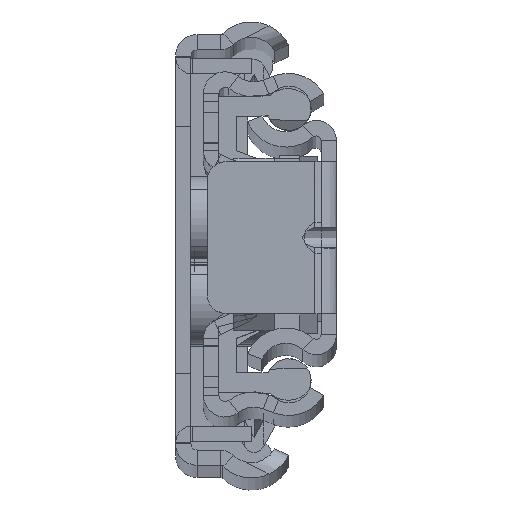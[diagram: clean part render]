
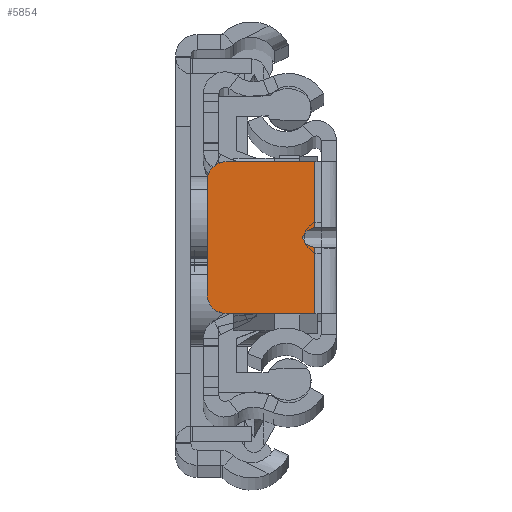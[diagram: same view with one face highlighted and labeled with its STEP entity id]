
A CAD part, top view. The second image highlights one B-rep face of the part: STEP entity #5854.
In plain terms, the highlighted planar face has unit normal (0, 0, 1).
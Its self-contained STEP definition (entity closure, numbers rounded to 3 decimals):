
#687 = LINE ( 'NONE', #22982, #5667 ) ;
#877 = CARTESIAN_POINT ( 'NONE',  ( -10.2, 0., 0. ) ) ;
#1177 = CARTESIAN_POINT ( 'NONE',  ( -1.7, -0.79, 0. ) ) ;
#1353 = EDGE_LOOP ( 'NONE', ( #2851, #24596, #5156, #22080, #16864, #21341, #19875, #7275 ) ) ;
#1876 = DIRECTION ( 'NONE',  ( -1., 0., 0. ) ) ;
#2229 = CIRCLE ( 'NONE', #12168, 1.5 ) ;
#2661 = VECTOR ( 'NONE', #4852, 1000. ) ;
#2851 = ORIENTED_EDGE ( 'NONE', *, *, #21724, .T. ) ;
#2861 = CARTESIAN_POINT ( 'NONE',  ( -3.497, 0.64, 0. ) ) ;
#2887 = CARTESIAN_POINT ( 'NONE',  ( -10.2, -4.5, 0. ) ) ;
#2988 = CARTESIAN_POINT ( 'NONE',  ( -8.7, 6., 0. ) ) ;
#3291 = AXIS2_PLACEMENT_3D ( 'NONE', #18518, #25150, #12334 ) ;
#3552 = VERTEX_POINT ( 'NONE', #2887 ) ;
#3828 = VERTEX_POINT ( 'NONE', #7529 ) ;
#3900 = CARTESIAN_POINT ( 'NONE',  ( -8.7, 4.5, 0. ) ) ;
#4193 = CARTESIAN_POINT ( 'NONE',  ( -1.7, 0.79, 0. ) ) ;
#4616 = CARTESIAN_POINT ( 'NONE',  ( -10.2, 4.5, 0. ) ) ;
#4852 = DIRECTION ( 'NONE',  ( 0., -1., 0. ) ) ;
#5156 = ORIENTED_EDGE ( 'NONE', *, *, #13927, .T. ) ;
#5667 = VECTOR ( 'NONE', #21351, 1000. ) ;
#5854 = ADVANCED_FACE ( 'NONE', ( #8386 ), #23124, .F. ) ;
#6481 = LINE ( 'NONE', #20824, #2661 ) ;
#7275 = ORIENTED_EDGE ( 'NONE', *, *, #10385, .F. ) ;
#7529 = CARTESIAN_POINT ( 'NONE',  ( -1.7, -6., 0. ) ) ;
#7797 = CARTESIAN_POINT ( 'NONE',  ( -8.7, -4.5, 0. ) ) ;
#8115 = CIRCLE ( 'NONE', #23226, 1.5 ) ;
#8126 = VECTOR ( 'NONE', #16254, 1000. ) ;
#8386 = FACE_OUTER_BOUND ( 'NONE', #1353, .T. ) ;
#8409 = CARTESIAN_POINT ( 'NONE',  ( 0., 6., 0. ) ) ;
#8465 = VERTEX_POINT ( 'NONE', #25024 ) ;
#8653 = EDGE_CURVE ( 'NONE', #14080, #19723, #8115, .T. ) ;
#10385 = EDGE_CURVE ( 'NONE', #8465, #26568, #24467, .T. ) ;
#10452 = LINE ( 'NONE', #8409, #8126 ) ;
#11014 = CARTESIAN_POINT ( 'NONE',  ( -8.7, -6., 0. ) ) ;
#11337 = VECTOR ( 'NONE', #13042, 1000. ) ;
#12113 = EDGE_CURVE ( 'NONE', #3552, #15845, #2229, .T. ) ;
#12143 = DIRECTION ( 'NONE',  ( 0., 0., 1. ) ) ;
#12168 = AXIS2_PLACEMENT_3D ( 'NONE', #7797, #20765, #26342 ) ;
#12334 = DIRECTION ( 'NONE',  ( -1., 0., 0. ) ) ;
#12852 = EDGE_CURVE ( 'NONE', #21252, #3828, #6481, .T. ) ;
#13042 = DIRECTION ( 'NONE',  ( 0., -1., 0. ) ) ;
#13927 = EDGE_CURVE ( 'NONE', #19723, #3552, #15725, .T. ) ;
#14054 = CARTESIAN_POINT ( 'NONE',  ( -1.7, -6., 0. ) ) ;
#14080 = VERTEX_POINT ( 'NONE', #2988 ) ;
#14103 = EDGE_CURVE ( 'NONE', #21252, #26568, #24053, .T. ) ;
#15725 = LINE ( 'NONE', #877, #11337 ) ;
#15845 = VERTEX_POINT ( 'NONE', #11014 ) ;
#16254 = DIRECTION ( 'NONE',  ( -1., 0., 0. ) ) ;
#16864 = ORIENTED_EDGE ( 'NONE', *, *, #23471, .T. ) ;
#17022 = CARTESIAN_POINT ( 'NONE',  ( -1.7, 0.79, 0. ) ) ;
#17159 = CARTESIAN_POINT ( 'NONE',  ( -3.497, -0.64, 0. ) ) ;
#17950 = DIRECTION ( 'NONE',  ( 0., -1., 0. ) ) ;
#18518 = CARTESIAN_POINT ( 'NONE',  ( 0., 0., 0. ) ) ;
#19723 = VERTEX_POINT ( 'NONE', #4616 ) ;
#19875 = ORIENTED_EDGE ( 'NONE', *, *, #14103, .T. ) ;
#20765 = DIRECTION ( 'NONE',  ( 0., 0., 1. ) ) ;
#20824 = CARTESIAN_POINT ( 'NONE',  ( -1.7, -6., 0. ) ) ;
#21252 = VERTEX_POINT ( 'NONE', #1177 ) ;
#21341 = ORIENTED_EDGE ( 'NONE', *, *, #12852, .F. ) ;
#21351 = DIRECTION ( 'NONE',  ( 1., 0., 0. ) ) ;
#21724 = EDGE_CURVE ( 'NONE', #8465, #14080, #10452, .T. ) ;
#22080 = ORIENTED_EDGE ( 'NONE', *, *, #12113, .T. ) ;
#22879 = VECTOR ( 'NONE', #17950, 1000. ) ;
#22982 = CARTESIAN_POINT ( 'NONE',  ( 0., -6., 0. ) ) ;
#23124 = PLANE ( 'NONE',  #3291 ) ;
#23226 = AXIS2_PLACEMENT_3D ( 'NONE', #3900, #12143, #1876 ) ;
#23471 = EDGE_CURVE ( 'NONE', #15845, #3828, #687, .T. ) ;
#24053 =( BOUNDED_CURVE ( )  B_SPLINE_CURVE ( 3, ( #25020, #17159, #2861, #17022 ),
 .UNSPECIFIED., .F., .T. ) 
 B_SPLINE_CURVE_WITH_KNOTS ( ( 4, 4 ),
 ( 4.83, 7.736 ),
 .UNSPECIFIED. ) 
 CURVE ( )  GEOMETRIC_REPRESENTATION_ITEM ( )  RATIONAL_B_SPLINE_CURVE ( ( 1., 0.412, 0.412, 1. ) ) 
 REPRESENTATION_ITEM ( '' )  );
#24467 = LINE ( 'NONE', #14054, #22879 ) ;
#24596 = ORIENTED_EDGE ( 'NONE', *, *, #8653, .T. ) ;
#25020 = CARTESIAN_POINT ( 'NONE',  ( -1.7, -0.79, 0. ) ) ;
#25024 = CARTESIAN_POINT ( 'NONE',  ( -1.7, 6., 0. ) ) ;
#25150 = DIRECTION ( 'NONE',  ( 0., 0., -1. ) ) ;
#26342 = DIRECTION ( 'NONE',  ( -1., 0., 0. ) ) ;
#26568 = VERTEX_POINT ( 'NONE', #4193 ) ;
